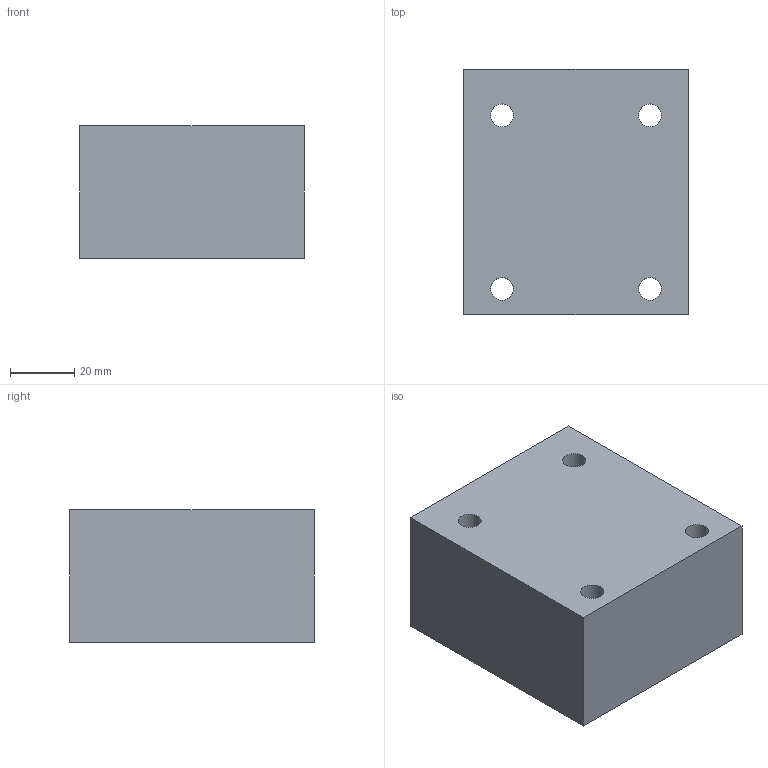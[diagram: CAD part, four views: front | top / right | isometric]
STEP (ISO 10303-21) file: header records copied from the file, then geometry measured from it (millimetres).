
FILE_DESCRIPTION(/* description */ (''),/* implementation_level */ '2;1');
FILE_NAME(/* name */ '_D05COPB.stp',/* time_stamp */ '2022-07-25T16:57:46-04:00',/* author */ ('trevorh'),/* organization */ (''),/* preprocessor_version */ 'ST-DEVELOPER v18',/* originating_system */ 'Autodesk Inventor 2020',/* authorisation */ '');
FILE_SCHEMA (('CONFIG_CONTROL_DESIGN'));
Length unit declared in the file: millimetre
Products named in the file (1): Part_AD05COPB_3D
Bounding box: 69.85 x 76.2 x 41.27 mm (x, y, z)
Volume: 210332.8 mm3; surface area: 26834.2 mm2
Topology: 1 solids, 1 shells, 325 faces, 890 edges, 598 vertices
Faces by surface type: plane 213, bspline 93, cylinder 14, cone 5
Full cylindrical faces by diameter (mm): 7.137 x4, 11.125 x5, 15.875 x5
Entity records: 11022 total; most frequent: CARTESIAN_POINT 3018, ORIENTED_EDGE 1770, DIRECTION 1212, EDGE_CURVE 885, LINE 652, VECTOR 652, VERTEX_POINT 598, EDGE_LOOP 369
